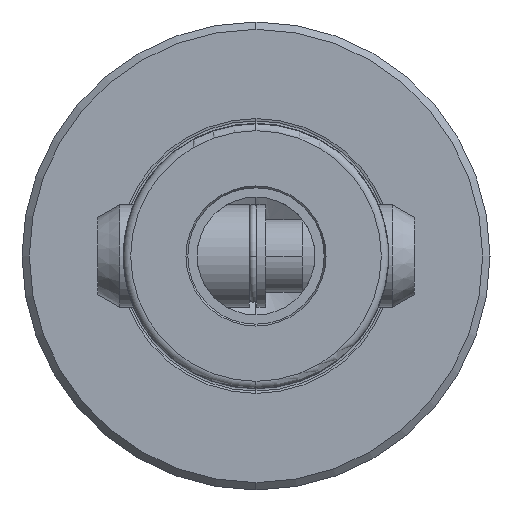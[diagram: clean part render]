
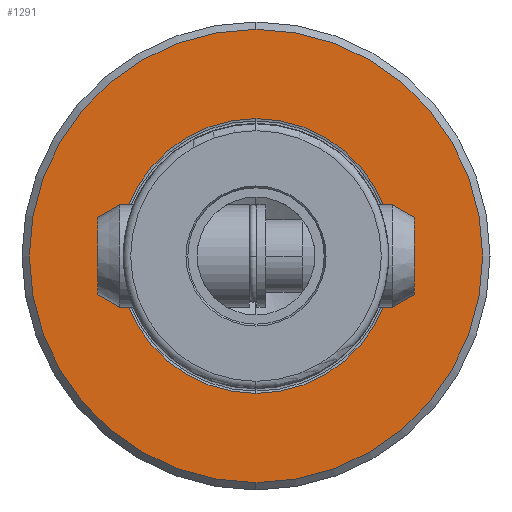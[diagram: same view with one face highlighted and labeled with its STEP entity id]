
A CAD part, left-side view. The second image highlights one B-rep face of the part: STEP entity #1291.
In plain terms, the highlighted planar face has unit normal (-1, 0, 0).
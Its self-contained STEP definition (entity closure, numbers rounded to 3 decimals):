
#251 = DIRECTION ( 'NONE',  ( 1., 0., 0. ) ) ;
#252 = CARTESIAN_POINT ( 'NONE',  ( 40., 18.639, 0. ) ) ;
#254 = PLANE ( 'NONE',  #2793 ) ;
#256 = DIRECTION ( 'NONE',  ( 0., 0., -1. ) ) ;
#765 = CARTESIAN_POINT ( 'NONE',  ( 40., 0., 0. ) ) ;
#766 = DIRECTION ( 'NONE',  ( -1., 0., 0. ) ) ;
#767 = DIRECTION ( 'NONE',  ( 0., 0., 1. ) ) ;
#793 = CARTESIAN_POINT ( 'NONE',  ( 40., 0., 0. ) ) ;
#794 = DIRECTION ( 'NONE',  ( -1., 0., 0. ) ) ;
#795 = DIRECTION ( 'NONE',  ( 0., 0., 1. ) ) ;
#1231 = CARTESIAN_POINT ( 'NONE',  ( 40., 0., 0. ) ) ;
#1232 = DIRECTION ( 'NONE',  ( -1., 0., 0. ) ) ;
#1233 = DIRECTION ( 'NONE',  ( 0., 0., 1. ) ) ;
#1234 = CARTESIAN_POINT ( 'NONE',  ( 40., 0., 0. ) ) ;
#1235 = DIRECTION ( 'NONE',  ( -1., 0., 0. ) ) ;
#1236 = DIRECTION ( 'NONE',  ( 0., 0., 1. ) ) ;
#1291 = ADVANCED_FACE ( 'NONE', ( #3013, #3011 ), #254, .F. ) ;
#1472 = CARTESIAN_POINT ( 'NONE',  ( 40., 0., 30.75 ) ) ;
#1473 = CARTESIAN_POINT ( 'NONE',  ( 40., 0., -18.639 ) ) ;
#1475 = CARTESIAN_POINT ( 'NONE',  ( 40., 0., -30.75 ) ) ;
#1476 = CARTESIAN_POINT ( 'NONE',  ( 40., 0., 18.639 ) ) ;
#2041 = EDGE_CURVE ( 'NONE', #2612, #2615, #3161, .T. ) ;
#2050 = EDGE_CURVE ( 'NONE', #2613, #2616, #3172, .T. ) ;
#2129 = EDGE_CURVE ( 'NONE', #2615, #2612, #2305, .T. ) ;
#2130 = EDGE_CURVE ( 'NONE', #2616, #2613, #2306, .T. ) ;
#2305 = CIRCLE ( 'NONE', #2906, 30.75 ) ;
#2306 = CIRCLE ( 'NONE', #2907, 18.639 ) ;
#2440 = ORIENTED_EDGE ( 'NONE', *, *, #2130, .F. ) ;
#2441 = ORIENTED_EDGE ( 'NONE', *, *, #2050, .F. ) ;
#2442 = ORIENTED_EDGE ( 'NONE', *, *, #2129, .T. ) ;
#2443 = ORIENTED_EDGE ( 'NONE', *, *, #2041, .T. ) ;
#2612 = VERTEX_POINT ( 'NONE', #1472 ) ;
#2613 = VERTEX_POINT ( 'NONE', #1473 ) ;
#2615 = VERTEX_POINT ( 'NONE', #1475 ) ;
#2616 = VERTEX_POINT ( 'NONE', #1476 ) ;
#2688 = EDGE_LOOP ( 'NONE', ( #2442, #2443 ) ) ;
#2708 = EDGE_LOOP ( 'NONE', ( #2440, #2441 ) ) ;
#2793 = AXIS2_PLACEMENT_3D ( 'NONE', #252, #251, #256 ) ;
#2860 = AXIS2_PLACEMENT_3D ( 'NONE', #765, #766, #767 ) ;
#2868 = AXIS2_PLACEMENT_3D ( 'NONE', #793, #794, #795 ) ;
#2906 = AXIS2_PLACEMENT_3D ( 'NONE', #1231, #1232, #1233 ) ;
#2907 = AXIS2_PLACEMENT_3D ( 'NONE', #1234, #1235, #1236 ) ;
#3011 = FACE_OUTER_BOUND ( 'NONE', #2688, .T. ) ;
#3013 = FACE_BOUND ( 'NONE', #2708, .T. ) ;
#3161 = CIRCLE ( 'NONE', #2860, 30.75 ) ;
#3172 = CIRCLE ( 'NONE', #2868, 18.639 ) ;
